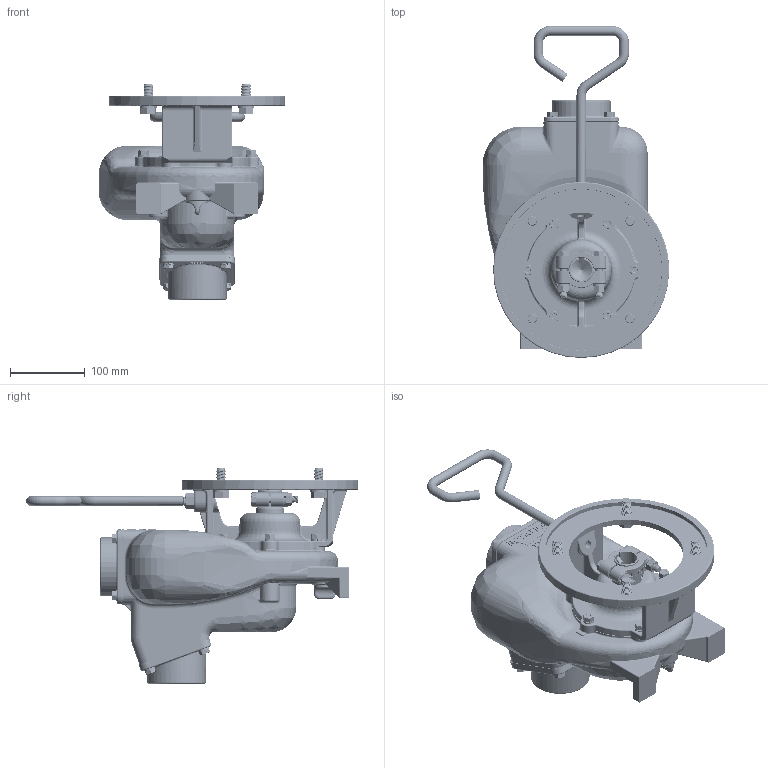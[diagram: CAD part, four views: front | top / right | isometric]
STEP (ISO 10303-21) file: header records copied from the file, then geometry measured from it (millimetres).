
FILE_DESCRIPTION((''),'2;1');
FILE_NAME('234POI.stp','2013-07-31T16:06:54',('mclevenger'),(''),'Autodesk Inventor 2013','Autodesk Inventor 2013','');
FILE_SCHEMA(('AUTOMOTIVE_DESIGN { 1 0 10303 214 1 1 1 1 }'));
Length unit declared in the file: inch
Products named in the file (37): 234POI; 17126; 17026; 17000; 17002; 17013; 17016; 17016X; 17021; 17020; 18016; V07019; V07018; 17019; 17011; 17130; V10118; 17042; V10119; 15022; 17406; 17408; 17009B; 17010; 17018; 18129; 18029A; 18029B; V20019; V20018; BF207; 17446; 18125; 17449; 18058; UV15163; 12777
Assembly tree (76 placements, depth 4):
  234POI
    17126
      17026
      17000
      17002
      17013
      17016
        17016X
        17021
        17020
        18016
        V07019
        V07018
      17019  x8
      17011
      17130  x2
      V10118  x8
      17042  x6
    V10118  x6
    V10119  x6
    15022
    17406
    17408
    17009B
    17010
    17018
    18129
      18029A
      18029B
      V20019  x2
      V20018  x2
      BF207  x2
    17446
    18125
    17449  x4
    18058  x4
    UV15163
    12777
Bounding box: 248.86 x 442.69 x 286.89 mm (x, y, z)
Volume: 2711096.3 mm3; surface area: 873490 mm2
Topology: 79 solids, 80 shells, 5838 faces, 13461 edges, 7783 vertices
Faces by surface type: cylinder 2023, cone 1536, plane 1089, bspline 825, torus 314, sphere 51
Full cylindrical faces by diameter (mm): 6.401 x16, 6.858 x2, 7.144 x1, 7.938 x20, 8.712 x8, 9.525 x6, 9.906 x1, 10.319 x4, 10.592 x1, 12.7 x7, 13.741 x10, 14.275 x4, 14.351 x2, 18.542 x6, 25.527 x1, 28.575 x2, 28.702 x1, 38.1 x2, 38.862 x2, 40.45 x1, 41.148 x1, 41.275 x1, 41.91 x1, 44.196 x1, 44.45 x2, 45.974 x1, 46.025 x1, 46.8 x1, 50.8 x1, 52.388 x1
Entity records: 155670 total; most frequent: CARTESIAN_POINT 77304, ORIENTED_EDGE 16560, DIRECTION 14723, EDGE_CURVE 8280, AXIS2_PLACEMENT_3D 5758, VERTEX_POINT 5077, EDGE_LOOP 4047, FACE_OUTER_BOUND 3587
